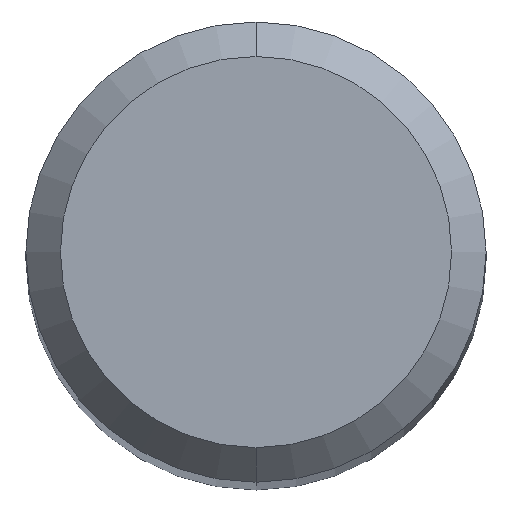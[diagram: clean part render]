
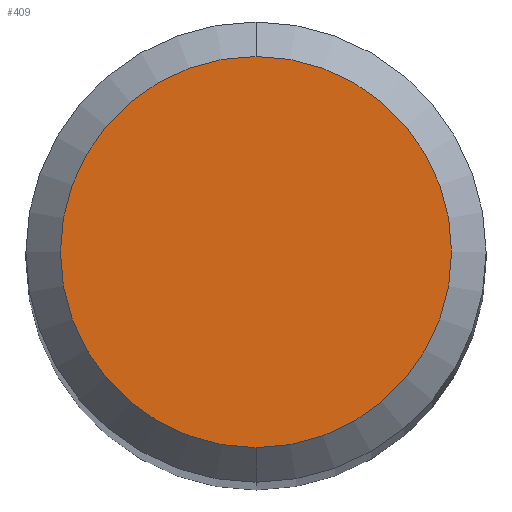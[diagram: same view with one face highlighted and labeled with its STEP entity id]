
A CAD part, top view. The second image highlights one B-rep face of the part: STEP entity #409.
In plain terms, the highlighted planar face has unit normal (0, 0, 1).
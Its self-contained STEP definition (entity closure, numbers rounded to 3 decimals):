
#309=VERTEX_POINT('',#851);
#319=VERTEX_POINT('',#864);
#409=ADVANCED_FACE('',(#964),#965,.T.);
#533=EDGE_CURVE('',#319,#309,#1098,.T.);
#777=EDGE_CURVE('',#309,#319,#1366,.T.);
#851=CARTESIAN_POINT('',(0.,-1.7,0.0));
#864=CARTESIAN_POINT('',(0.0,1.7,0.0));
#964=FACE_OUTER_BOUND('',#1623,.T.);
#965=PLANE('',#1624);
#1098=CIRCLE('',#1918,1.7);
#1366=CIRCLE('',#2435,1.7);
#1623=EDGE_LOOP('',(#2718,#2719));
#1624=AXIS2_PLACEMENT_3D('',#2720,#2721,#2722);
#1918=AXIS2_PLACEMENT_3D('',#2864,#2865,#2866);
#2435=AXIS2_PLACEMENT_3D('',#3253,#3254,#3255);
#2718=ORIENTED_EDGE('',*,*,#533,.F.);
#2719=ORIENTED_EDGE('',*,*,#777,.F.);
#2720=CARTESIAN_POINT('',(0.0,0.85,0.0));
#2721=DIRECTION('',(-0.0,0.0,1.0));
#2722=DIRECTION('',(0.0,-1.0,0.0));
#2864=CARTESIAN_POINT('',(0.0,0.0,0.0));
#2865=DIRECTION('',(0.0,0.0,-1.0));
#2866=DIRECTION('',(0.0,1.0,0.0));
#3253=CARTESIAN_POINT('',(0.0,0.0,0.0));
#3254=DIRECTION('',(0.0,0.0,-1.0));
#3255=DIRECTION('',(0.0,1.0,0.0));
